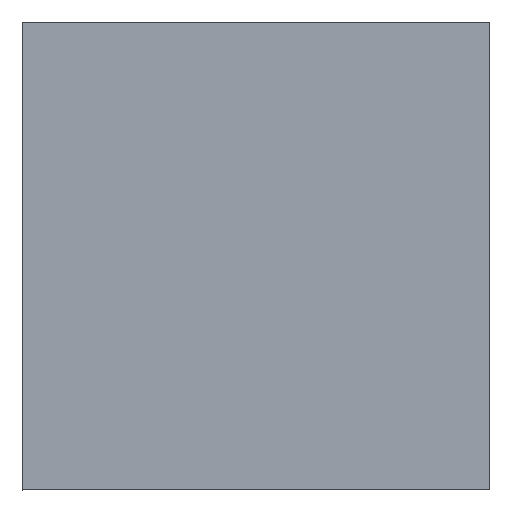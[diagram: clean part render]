
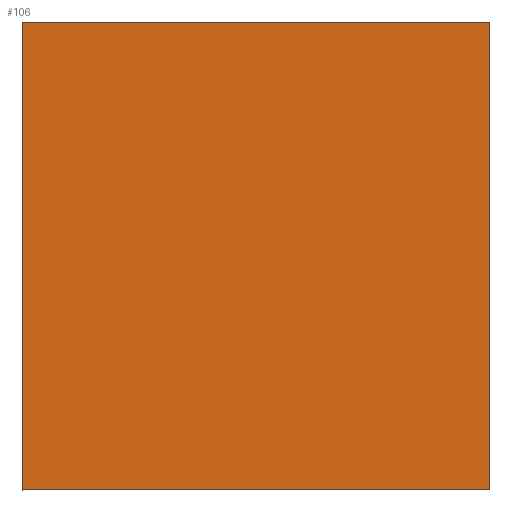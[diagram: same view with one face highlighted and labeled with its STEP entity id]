
A CAD part, top view. The second image highlights one B-rep face of the part: STEP entity #106.
In plain terms, the highlighted planar face has unit normal (0, 0, 1).
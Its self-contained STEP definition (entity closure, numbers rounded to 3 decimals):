
#20=FACE_OUTER_BOUND('',#26,.T.);
#26=EDGE_LOOP('',(#91,#92,#93,#94));
#30=LINE('',#168,#42);
#33=LINE('',#174,#45);
#36=LINE('',#180,#48);
#38=LINE('',#183,#50);
#42=VECTOR('',#140,1.);
#45=VECTOR('',#145,1.);
#48=VECTOR('',#150,1.);
#50=VECTOR('',#154,1.);
#52=VERTEX_POINT('',#162);
#54=VERTEX_POINT('',#166);
#56=VERTEX_POINT('',#172);
#58=VERTEX_POINT('',#178);
#62=EDGE_CURVE('',#52,#54,#30,.T.);
#65=EDGE_CURVE('',#54,#56,#33,.T.);
#68=EDGE_CURVE('',#56,#58,#36,.T.);
#70=EDGE_CURVE('',#58,#52,#38,.T.);
#91=ORIENTED_EDGE('',*,*,#62,.T.);
#92=ORIENTED_EDGE('',*,*,#65,.T.);
#93=ORIENTED_EDGE('',*,*,#68,.T.);
#94=ORIENTED_EDGE('',*,*,#70,.T.);
#100=PLANE('',#132);
#106=ADVANCED_FACE('',(#20),#100,.F.);
#132=AXIS2_PLACEMENT_3D('',#185,#157,#158);
#140=DIRECTION('',(1.,0.,0.));
#145=DIRECTION('',(0.,1.,0.));
#150=DIRECTION('',(-1.,0.,0.));
#154=DIRECTION('',(0.,-1.,0.));
#157=DIRECTION('center_axis',(0.,0.,-1.));
#158=DIRECTION('ref_axis',(-1.,0.,0.));
#162=CARTESIAN_POINT('',(-4.828,-4.825,5.));
#166=CARTESIAN_POINT('',(4.828,-4.825,5.));
#168=CARTESIAN_POINT('',(-4.828,-4.825,5.));
#172=CARTESIAN_POINT('',(4.828,4.825,5.));
#174=CARTESIAN_POINT('',(4.828,-4.825,5.));
#178=CARTESIAN_POINT('',(-4.828,4.825,5.));
#180=CARTESIAN_POINT('',(4.828,4.825,5.));
#183=CARTESIAN_POINT('',(-4.828,4.825,5.));
#185=CARTESIAN_POINT('Origin',(-4.828,-4.825,5.));
